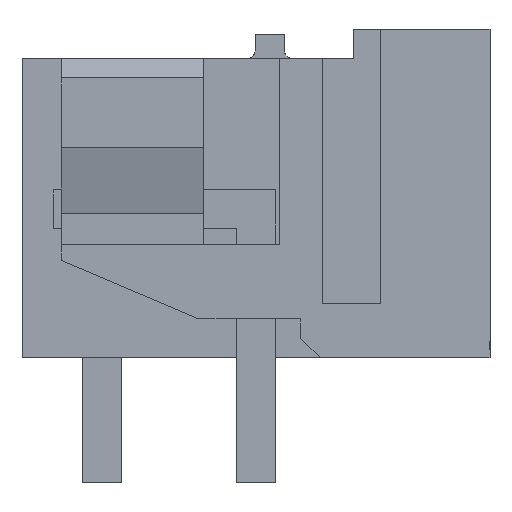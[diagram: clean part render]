
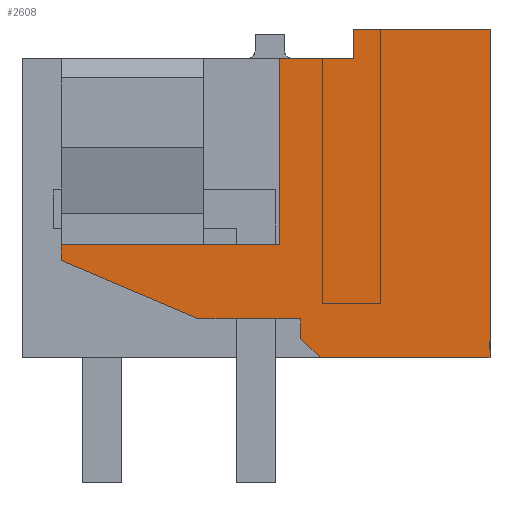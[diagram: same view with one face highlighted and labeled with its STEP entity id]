
A CAD part, left-side view. The second image highlights one B-rep face of the part: STEP entity #2608.
In plain terms, the highlighted planar face has unit normal (-1, 0, 0).
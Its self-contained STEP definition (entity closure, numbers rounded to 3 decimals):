
#2568=AXIS2_PLACEMENT_3D('Plane Axis2P3D',#2565,#2566,#2567) ;
#254=CARTESIAN_POINT('Vertex',(0.,0.,3.2)) ;
#259=CARTESIAN_POINT('Line Origine',(0.,2.177,3.2)) ;
#263=CARTESIAN_POINT('Vertex',(0.,4.354,3.2)) ;
#408=CARTESIAN_POINT('Vertex',(0.,5.4,10.88)) ;
#411=CARTESIAN_POINT('Line Origine',(0.,4.45,10.88)) ;
#415=CARTESIAN_POINT('Vertex',(0.,3.5,10.88)) ;
#1282=CARTESIAN_POINT('Line Origine',(0.,11.,5.905)) ;
#1286=CARTESIAN_POINT('Vertex',(0.,11.,6.11)) ;
#1288=CARTESIAN_POINT('Vertex',(0.,11.,5.701)) ;
#1390=CARTESIAN_POINT('Vertex',(0.,7.465,4.203)) ;
#1393=CARTESIAN_POINT('Line Origine',(0.,9.232,4.952)) ;
#1414=CARTESIAN_POINT('Vertex',(0.,4.854,4.203)) ;
#1417=CARTESIAN_POINT('Line Origine',(0.,6.159,4.203)) ;
#1472=CARTESIAN_POINT('Vertex',(0.,4.854,3.7)) ;
#1475=CARTESIAN_POINT('Line Origine',(0.,4.854,3.951)) ;
#1492=CARTESIAN_POINT('Line Origine',(0.,4.604,3.45)) ;
#1515=CARTESIAN_POINT('Vertex',(0.,0.,11.63)) ;
#1518=CARTESIAN_POINT('Line Origine',(0.,0.,7.415)) ;
#2565=CARTESIAN_POINT('Axis2P3D Location',(0.,12.,1.7)) ;
#2570=CARTESIAN_POINT('Line Origine',(0.,1.75,11.63)) ;
#2574=CARTESIAN_POINT('Vertex',(0.,3.5,11.63)) ;
#2577=CARTESIAN_POINT('Line Origine',(0.,3.5,11.255)) ;
#2582=CARTESIAN_POINT('Line Origine',(0.,5.4,8.495)) ;
#2586=CARTESIAN_POINT('Vertex',(0.,5.4,6.11)) ;
#2589=CARTESIAN_POINT('Line Origine',(0.,8.2,6.11)) ;
#260=DIRECTION('Vector Direction',(0.,1.,0.)) ;
#412=DIRECTION('Vector Direction',(0.,1.,0.)) ;
#1283=DIRECTION('Vector Direction',(0.,0.,1.)) ;
#1394=DIRECTION('Vector Direction',(0.,0.921,0.39)) ;
#1418=DIRECTION('Vector Direction',(0.,-1.,0.)) ;
#1476=DIRECTION('Vector Direction',(0.,0.,-1.)) ;
#1493=DIRECTION('Vector Direction',(0.,0.707,0.707)) ;
#1519=DIRECTION('Vector Direction',(0.,0.,-1.)) ;
#2566=DIRECTION('Axis2P3D Direction',(-1.,0.,0.)) ;
#2567=DIRECTION('Axis2P3D XDirection',(0.,-1.,0.)) ;
#2571=DIRECTION('Vector Direction',(0.,1.,0.)) ;
#2578=DIRECTION('Vector Direction',(0.,0.,1.)) ;
#2583=DIRECTION('Vector Direction',(0.,0.,-1.)) ;
#2590=DIRECTION('Vector Direction',(0.,1.,0.)) ;
#261=VECTOR('Line Direction',#260,1.) ;
#413=VECTOR('Line Direction',#412,1.) ;
#1284=VECTOR('Line Direction',#1283,1.) ;
#1395=VECTOR('Line Direction',#1394,1.) ;
#1419=VECTOR('Line Direction',#1418,1.) ;
#1477=VECTOR('Line Direction',#1476,1.) ;
#1494=VECTOR('Line Direction',#1493,1.) ;
#1520=VECTOR('Line Direction',#1519,1.) ;
#2572=VECTOR('Line Direction',#2571,1.) ;
#2579=VECTOR('Line Direction',#2578,1.) ;
#2584=VECTOR('Line Direction',#2583,1.) ;
#2591=VECTOR('Line Direction',#2590,1.) ;
#2595=ORIENTED_EDGE('',*,*,#2576,.T.) ;
#2596=ORIENTED_EDGE('',*,*,#2581,.T.) ;
#2597=ORIENTED_EDGE('',*,*,#417,.T.) ;
#2598=ORIENTED_EDGE('',*,*,#2588,.T.) ;
#2599=ORIENTED_EDGE('',*,*,#2593,.T.) ;
#2600=ORIENTED_EDGE('',*,*,#1290,.T.) ;
#2601=ORIENTED_EDGE('',*,*,#1397,.T.) ;
#2602=ORIENTED_EDGE('',*,*,#1421,.T.) ;
#2603=ORIENTED_EDGE('',*,*,#1479,.T.) ;
#2604=ORIENTED_EDGE('',*,*,#1496,.T.) ;
#2605=ORIENTED_EDGE('',*,*,#265,.T.) ;
#2606=ORIENTED_EDGE('',*,*,#1522,.T.) ;
#2608=ADVANCED_FACE('HOUSING',(#2607),#2569,.T.) ;
#265=EDGE_CURVE('',#264,#255,#262,.F.) ;
#417=EDGE_CURVE('',#416,#409,#414,.T.) ;
#1290=EDGE_CURVE('',#1287,#1289,#1285,.F.) ;
#1397=EDGE_CURVE('',#1289,#1391,#1396,.F.) ;
#1421=EDGE_CURVE('',#1391,#1415,#1420,.T.) ;
#1479=EDGE_CURVE('',#1415,#1473,#1478,.T.) ;
#1496=EDGE_CURVE('',#1473,#264,#1495,.F.) ;
#1522=EDGE_CURVE('',#255,#1516,#1521,.F.) ;
#2576=EDGE_CURVE('',#1516,#2575,#2573,.T.) ;
#2581=EDGE_CURVE('',#2575,#416,#2580,.F.) ;
#2588=EDGE_CURVE('',#409,#2587,#2585,.T.) ;
#2593=EDGE_CURVE('',#2587,#1287,#2592,.T.) ;
#2594=EDGE_LOOP('',(#2595,#2596,#2597,#2598,#2599,#2600,#2601,#2602,#2603,#2604,#2605,#2606)) ;
#2607=FACE_OUTER_BOUND('',#2594,.T.) ;
#262=LINE('Line',#259,#261) ;
#414=LINE('Line',#411,#413) ;
#1285=LINE('Line',#1282,#1284) ;
#1396=LINE('Line',#1393,#1395) ;
#1420=LINE('Line',#1417,#1419) ;
#1478=LINE('Line',#1475,#1477) ;
#1495=LINE('Line',#1492,#1494) ;
#1521=LINE('Line',#1518,#1520) ;
#2573=LINE('Line',#2570,#2572) ;
#2580=LINE('Line',#2577,#2579) ;
#2585=LINE('Line',#2582,#2584) ;
#2592=LINE('Line',#2589,#2591) ;
#2569=PLANE('',#2568) ;
#255=VERTEX_POINT('',#254) ;
#264=VERTEX_POINT('',#263) ;
#409=VERTEX_POINT('',#408) ;
#416=VERTEX_POINT('',#415) ;
#1287=VERTEX_POINT('',#1286) ;
#1289=VERTEX_POINT('',#1288) ;
#1391=VERTEX_POINT('',#1390) ;
#1415=VERTEX_POINT('',#1414) ;
#1473=VERTEX_POINT('',#1472) ;
#1516=VERTEX_POINT('',#1515) ;
#2575=VERTEX_POINT('',#2574) ;
#2587=VERTEX_POINT('',#2586) ;
